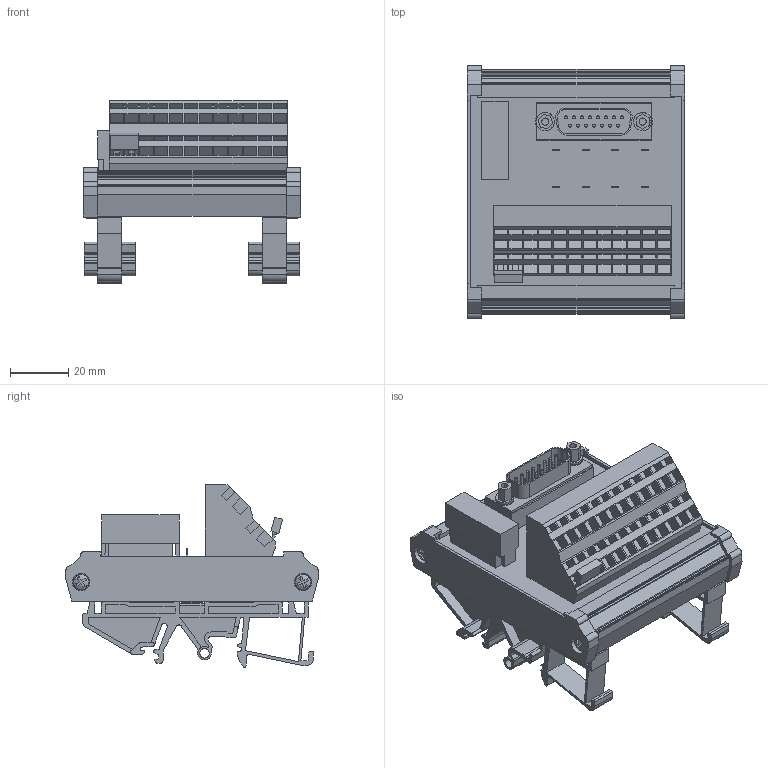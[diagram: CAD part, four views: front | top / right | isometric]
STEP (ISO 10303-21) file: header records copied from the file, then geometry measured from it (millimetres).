
FILE_DESCRIPTION(('CATIA V5R22 STEP214','CAx-IF Rec.Pracs.--- Model Styling and Organization---1.4--- 2014-01-23'),'2;1');
FILE_NAME ('011016-1_0', '2021-05-13T10:51:06+00:00', ('Weidmueller Interface'), ('Weidmueller'), 'CATIA Version 5-6 Release 2016 SP3 HF44', 'CATIA V5 STEP AP214', 'none');
FILE_SCHEMA(('AUTOMOTIVE_DESIGN { 1 0 10303 214 1 1 1 1 }'));
Products named in the file (1): 1308230000_RS 4AIO DP SD Z
Bounding box: 74.5 x 86.4 x 62.65 mm (x, y, z)
Volume: 76398.1 mm3; surface area: 67911.4 mm2
Topology: 1 solids, 7 shells, 1837 faces, 5259 edges, 3457 vertices
Faces by surface type: plane 1278, cylinder 543, torus 8, sphere 8
Entity records: 63705 total; most frequent: CARTESIAN_POINT 14533, ORIENTED_EDGE 10518, DIRECTION 8444, EDGE_CURVE 5259, VECTOR 3941, LINE 3941, VERTEX_POINT 3457, AXIS2_PLACEMENT_3D 2669
